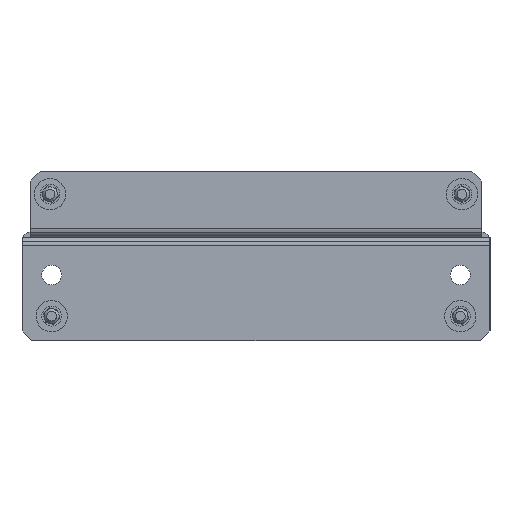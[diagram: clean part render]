
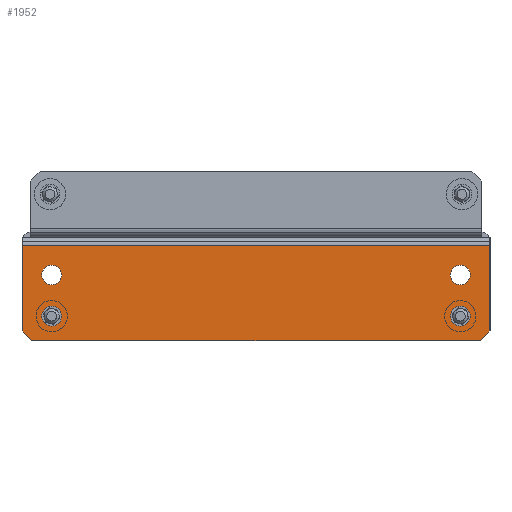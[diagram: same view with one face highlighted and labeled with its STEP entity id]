
A CAD part, left-side view. The second image highlights one B-rep face of the part: STEP entity #1952.
In plain terms, the highlighted face is planar.
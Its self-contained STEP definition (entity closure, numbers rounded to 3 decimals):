
#85 = DIRECTION ( 'NONE',  ( -0.707, 0., 0.707 ) ) ;
#88 = AXIS2_PLACEMENT_3D ( 'NONE', #5281, #7726, #4208 ) ;
#115 = EDGE_CURVE ( 'NONE', #6073, #6022, #1470, .T. ) ;
#133 = VERTEX_POINT ( 'NONE', #6479 ) ;
#154 = CARTESIAN_POINT ( 'NONE',  ( -15.75, -1.5, 71. ) ) ;
#159 = ORIENTED_EDGE ( 'NONE', *, *, #4387, .F. ) ;
#234 = ORIENTED_EDGE ( 'NONE', *, *, #6762, .T. ) ;
#282 = DIRECTION ( 'NONE',  ( -1., 0., 0. ) ) ;
#426 = LINE ( 'NONE', #1546, #4350 ) ;
#473 = CIRCLE ( 'NONE', #2125, 3. ) ;
#520 = CARTESIAN_POINT ( 'NONE',  ( -15.75, -1.5, -71. ) ) ;
#758 = CARTESIAN_POINT ( 'NONE',  ( -7.25, -1.5, 62. ) ) ;
#810 = FACE_BOUND ( 'NONE', #3825, .T. ) ;
#869 = VECTOR ( 'NONE', #85, 1000. ) ;
#979 = ORIENTED_EDGE ( 'NONE', *, *, #115, .T. ) ;
#1019 = DIRECTION ( 'NONE',  ( -1., 0., 0. ) ) ;
#1121 = EDGE_CURVE ( 'NONE', #5500, #1680, #5904, .T. ) ;
#1181 = CARTESIAN_POINT ( 'NONE',  ( -4.25, -1.5, -62. ) ) ;
#1182 = EDGE_CURVE ( 'NONE', #5146, #1615, #5924, .T. ) ;
#1283 = LINE ( 'NONE', #5544, #869 ) ;
#1293 = EDGE_LOOP ( 'NONE', ( #1521, #7693, #5317, #5777, #1901, #234 ) ) ;
#1345 = ORIENTED_EDGE ( 'NONE', *, *, #3944, .F. ) ;
#1355 = VECTOR ( 'NONE', #6224, 1000. ) ;
#1451 = DIRECTION ( 'NONE',  ( 0., 1., 0. ) ) ;
#1470 = CIRCLE ( 'NONE', #5541, 3. ) ;
#1521 = ORIENTED_EDGE ( 'NONE', *, *, #7727, .F. ) ;
#1546 = CARTESIAN_POINT ( 'NONE',  ( 12.75, -1.5, -71. ) ) ;
#1575 = FACE_BOUND ( 'NONE', #6261, .T. ) ;
#1615 = VERTEX_POINT ( 'NONE', #6663 ) ;
#1648 = CARTESIAN_POINT ( 'NONE',  ( 8.25, -1.5, -62. ) ) ;
#1664 = CARTESIAN_POINT ( 'NONE',  ( 11.25, -1.5, -62. ) ) ;
#1680 = VERTEX_POINT ( 'NONE', #3493 ) ;
#1711 = CARTESIAN_POINT ( 'NONE',  ( 5.25, -1.5, -62. ) ) ;
#1791 = DIRECTION ( 'NONE',  ( 0., 1., 0. ) ) ;
#1872 = CARTESIAN_POINT ( 'NONE',  ( 15.75, -1.5, -68. ) ) ;
#1901 = ORIENTED_EDGE ( 'NONE', *, *, #5034, .T. ) ;
#1952 = ADVANCED_FACE ( 'NONE', ( #810, #5845, #7477, #1575, #4605 ), #6451, .F. ) ;
#2031 = DIRECTION ( 'NONE',  ( 0., -1., 0. ) ) ;
#2091 = AXIS2_PLACEMENT_3D ( 'NONE', #2395, #1791, #6060 ) ;
#2125 = AXIS2_PLACEMENT_3D ( 'NONE', #1648, #6487, #7680 ) ;
#2249 = EDGE_CURVE ( 'NONE', #6361, #6862, #3641, .T. ) ;
#2297 = DIRECTION ( 'NONE',  ( 0., -1., 0. ) ) ;
#2347 = VERTEX_POINT ( 'NONE', #5546 ) ;
#2395 = CARTESIAN_POINT ( 'NONE',  ( 8.25, -1.5, 62. ) ) ;
#2562 = CARTESIAN_POINT ( 'NONE',  ( -1.25, -1.5, 62. ) ) ;
#2593 = CARTESIAN_POINT ( 'NONE',  ( 11.25, -1.5, 62. ) ) ;
#2724 = EDGE_CURVE ( 'NONE', #5500, #2347, #6260, .T. ) ;
#2765 = VERTEX_POINT ( 'NONE', #1872 ) ;
#2817 = DIRECTION ( 'NONE',  ( 0., -1., 0. ) ) ;
#2893 = DIRECTION ( 'NONE',  ( -1., 0., 0. ) ) ;
#2919 = DIRECTION ( 'NONE',  ( 0., 0., -1. ) ) ;
#3245 = CARTESIAN_POINT ( 'NONE',  ( -15.75, -1.5, 71. ) ) ;
#3425 = EDGE_CURVE ( 'NONE', #1615, #5146, #6083, .T. ) ;
#3436 = EDGE_CURVE ( 'NONE', #6457, #7320, #3904, .T. ) ;
#3442 = ORIENTED_EDGE ( 'NONE', *, *, #3436, .F. ) ;
#3493 = CARTESIAN_POINT ( 'NONE',  ( -13.25, -1.5, -71. ) ) ;
#3529 = EDGE_LOOP ( 'NONE', ( #979, #5357 ) ) ;
#3641 = CIRCLE ( 'NONE', #4286, 3. ) ;
#3753 = CARTESIAN_POINT ( 'NONE',  ( -4.25, -1.5, 62. ) ) ;
#3825 = EDGE_LOOP ( 'NONE', ( #159, #3442 ) ) ;
#3904 = CIRCLE ( 'NONE', #5052, 3. ) ;
#3905 = CARTESIAN_POINT ( 'NONE',  ( 12.75, -1.5, -71. ) ) ;
#3944 = EDGE_CURVE ( 'NONE', #6862, #6361, #473, .T. ) ;
#4041 = CARTESIAN_POINT ( 'NONE',  ( -4.25, -1.5, -62. ) ) ;
#4208 = DIRECTION ( 'NONE',  ( -1., 0., 0. ) ) ;
#4286 = AXIS2_PLACEMENT_3D ( 'NONE', #6869, #2031, #6304 ) ;
#4329 = DIRECTION ( 'NONE',  ( 0., 1., 0. ) ) ;
#4350 = VECTOR ( 'NONE', #5974, 1000. ) ;
#4387 = EDGE_CURVE ( 'NONE', #7320, #6457, #7484, .T. ) ;
#4439 = VECTOR ( 'NONE', #7234, 1000. ) ;
#4591 = ORIENTED_EDGE ( 'NONE', *, *, #1182, .T. ) ;
#4605 = FACE_OUTER_BOUND ( 'NONE', #1293, .T. ) ;
#4828 = LINE ( 'NONE', #7706, #6786 ) ;
#4860 = ORIENTED_EDGE ( 'NONE', *, *, #2249, .F. ) ;
#4939 = ORIENTED_EDGE ( 'NONE', *, *, #3425, .T. ) ;
#5033 = DIRECTION ( 'NONE',  ( -1., 0., 0. ) ) ;
#5034 = EDGE_CURVE ( 'NONE', #1680, #7521, #5991, .T. ) ;
#5052 = AXIS2_PLACEMENT_3D ( 'NONE', #1181, #2297, #1019 ) ;
#5146 = VERTEX_POINT ( 'NONE', #2593 ) ;
#5204 = EDGE_LOOP ( 'NONE', ( #4860, #1345 ) ) ;
#5230 = EDGE_CURVE ( 'NONE', #133, #2347, #1283, .T. ) ;
#5279 = VECTOR ( 'NONE', #5778, 1000. ) ;
#5281 = CARTESIAN_POINT ( 'NONE',  ( 8.25, -1.5, 62. ) ) ;
#5317 = ORIENTED_EDGE ( 'NONE', *, *, #2724, .F. ) ;
#5357 = ORIENTED_EDGE ( 'NONE', *, *, #5582, .T. ) ;
#5500 = VERTEX_POINT ( 'NONE', #7763 ) ;
#5541 = AXIS2_PLACEMENT_3D ( 'NONE', #6393, #5745, #282 ) ;
#5544 = CARTESIAN_POINT ( 'NONE',  ( 15.75, -1.5, 68. ) ) ;
#5546 = CARTESIAN_POINT ( 'NONE',  ( 12.75, -1.5, 71. ) ) ;
#5582 = EDGE_CURVE ( 'NONE', #6022, #6073, #5979, .T. ) ;
#5679 = DIRECTION ( 'NONE',  ( -1., 0., 0. ) ) ;
#5745 = DIRECTION ( 'NONE',  ( 0., 1., 0. ) ) ;
#5777 = ORIENTED_EDGE ( 'NONE', *, *, #1121, .T. ) ;
#5778 = DIRECTION ( 'NONE',  ( 0., 0., -1. ) ) ;
#5845 = FACE_BOUND ( 'NONE', #5204, .T. ) ;
#5904 = LINE ( 'NONE', #7022, #5279 ) ;
#5924 = CIRCLE ( 'NONE', #2091, 3. ) ;
#5958 = AXIS2_PLACEMENT_3D ( 'NONE', #4041, #2817, #2893 ) ;
#5974 = DIRECTION ( 'NONE',  ( 0.707, 0., 0.707 ) ) ;
#5979 = CIRCLE ( 'NONE', #7132, 3. ) ;
#5991 = LINE ( 'NONE', #520, #4439 ) ;
#6022 = VERTEX_POINT ( 'NONE', #2562 ) ;
#6060 = DIRECTION ( 'NONE',  ( -1., 0., 0. ) ) ;
#6073 = VERTEX_POINT ( 'NONE', #758 ) ;
#6083 = CIRCLE ( 'NONE', #88, 3. ) ;
#6186 = AXIS2_PLACEMENT_3D ( 'NONE', #3245, #1451, #5679 ) ;
#6224 = DIRECTION ( 'NONE',  ( 1., 0., 0. ) ) ;
#6260 = LINE ( 'NONE', #154, #1355 ) ;
#6261 = EDGE_LOOP ( 'NONE', ( #4939, #4591 ) ) ;
#6304 = DIRECTION ( 'NONE',  ( -1., 0., 0. ) ) ;
#6361 = VERTEX_POINT ( 'NONE', #1711 ) ;
#6393 = CARTESIAN_POINT ( 'NONE',  ( -4.25, -1.5, 62. ) ) ;
#6451 = PLANE ( 'NONE',  #6186 ) ;
#6457 = VERTEX_POINT ( 'NONE', #7266 ) ;
#6479 = CARTESIAN_POINT ( 'NONE',  ( 15.75, -1.5, 68. ) ) ;
#6487 = DIRECTION ( 'NONE',  ( 0., -1., 0. ) ) ;
#6663 = CARTESIAN_POINT ( 'NONE',  ( 5.25, -1.5, 62. ) ) ;
#6762 = EDGE_CURVE ( 'NONE', #7521, #2765, #426, .T. ) ;
#6786 = VECTOR ( 'NONE', #2919, 1000. ) ;
#6862 = VERTEX_POINT ( 'NONE', #1664 ) ;
#6869 = CARTESIAN_POINT ( 'NONE',  ( 8.25, -1.5, -62. ) ) ;
#7022 = CARTESIAN_POINT ( 'NONE',  ( -13.25, -1.5, 71. ) ) ;
#7050 = CARTESIAN_POINT ( 'NONE',  ( -7.25, -1.5, -62. ) ) ;
#7132 = AXIS2_PLACEMENT_3D ( 'NONE', #3753, #4329, #5033 ) ;
#7234 = DIRECTION ( 'NONE',  ( 1., 0., 0. ) ) ;
#7266 = CARTESIAN_POINT ( 'NONE',  ( -1.25, -1.5, -62. ) ) ;
#7320 = VERTEX_POINT ( 'NONE', #7050 ) ;
#7477 = FACE_BOUND ( 'NONE', #3529, .T. ) ;
#7484 = CIRCLE ( 'NONE', #5958, 3. ) ;
#7521 = VERTEX_POINT ( 'NONE', #3905 ) ;
#7680 = DIRECTION ( 'NONE',  ( -1., 0., 0. ) ) ;
#7693 = ORIENTED_EDGE ( 'NONE', *, *, #5230, .T. ) ;
#7706 = CARTESIAN_POINT ( 'NONE',  ( 15.75, -1.5, 71. ) ) ;
#7726 = DIRECTION ( 'NONE',  ( 0., 1., 0. ) ) ;
#7727 = EDGE_CURVE ( 'NONE', #133, #2765, #4828, .T. ) ;
#7763 = CARTESIAN_POINT ( 'NONE',  ( -13.25, -1.5, 71. ) ) ;
